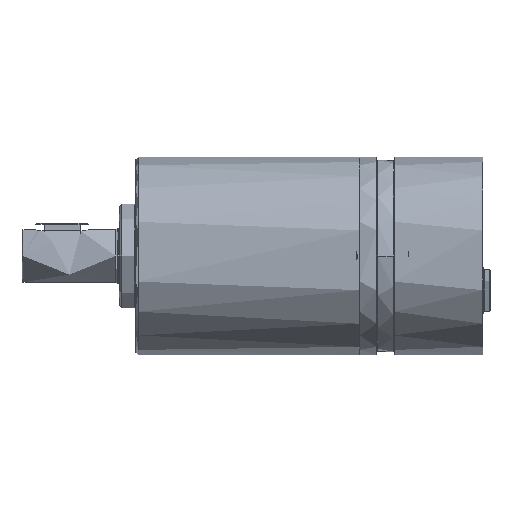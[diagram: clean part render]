
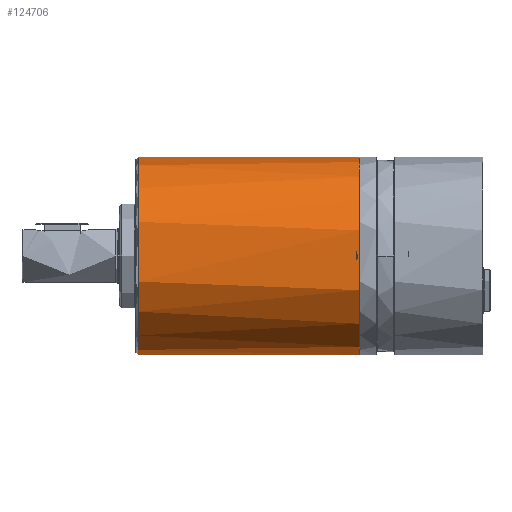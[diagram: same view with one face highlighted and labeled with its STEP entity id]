
A CAD part, left-side view. The second image highlights one B-rep face of the part: STEP entity #124706.
In plain terms, the highlighted free-form (B-spline) face has degree [2, 1] with [5, 2] control points.
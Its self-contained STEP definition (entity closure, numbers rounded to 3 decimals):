
#124630=CARTESIAN_POINT('',(0.,105.2,30.));
#124631=CARTESIAN_POINT('',(-30.,105.2,30.));
#124632=CARTESIAN_POINT('',(-30.,105.2,0.));
#124633=CARTESIAN_POINT('',(-30.,105.2,-30.));
#124634=CARTESIAN_POINT('',(0.,105.2,-30.));
#124635=CARTESIAN_POINT('',(0.,34.05,30.));
#124636=CARTESIAN_POINT('',(-30.,34.05,30.));
#124637=CARTESIAN_POINT('',(-30.,34.05,0.));
#124638=CARTESIAN_POINT('',(-30.,34.05,-30.));
#124639=CARTESIAN_POINT('',(0.,34.05,-30.));
#124647=(BOUNDED_SURFACE()B_SPLINE_SURFACE(2,1,((#124630,#124635),(#124631,#124636),(#124632,#124637),(#124633,#124638),(#124634,#124639)),.UNSPECIFIED.,.F.,.F.,.U.)B_SPLINE_SURFACE_WITH_KNOTS((3,2,3),(2,2),(0.5,0.75,1.0),(0.0,1.0),.UNSPECIFIED.)GEOMETRIC_REPRESENTATION_ITEM()RATIONAL_B_SPLINE_SURFACE(((1.0,1.0),(0.707,0.707),(1.0,1.0),(0.707,0.707),(1.0,1.0)))REPRESENTATION_ITEM('')SURFACE());
#124648=CARTESIAN_POINT('',(0.,104.4,30.));
#124649=VERTEX_POINT('',#124648);
#124650=CARTESIAN_POINT('',(0.,104.4,-30.));
#124651=VERTEX_POINT('',#124650);
#124652=CARTESIAN_POINT('',(0.,104.4,30.));
#124653=CARTESIAN_POINT('',(-30.,104.4,30.));
#124654=CARTESIAN_POINT('',(-30.,104.4,0.));
#124655=CARTESIAN_POINT('',(-30.,104.4,-30.));
#124656=CARTESIAN_POINT('',(0.,104.4,-30.));
#124664=(BOUNDED_CURVE()B_SPLINE_CURVE(2,(#124652,#124653,#124654,#124655,#124656),.UNSPECIFIED.,.F.,.U.)B_SPLINE_CURVE_WITH_KNOTS((3,2,3),(0.0,0.5,1.0),.UNSPECIFIED.)CURVE()GEOMETRIC_REPRESENTATION_ITEM()RATIONAL_B_SPLINE_CURVE((1.0,0.707,1.0,0.707,1.0))REPRESENTATION_ITEM(''));
#124665=EDGE_CURVE('',#124649,#124651,#124664,.T.);
#124666=ORIENTED_EDGE('',*,*,#124665,.T.);
#124667=CARTESIAN_POINT('',(0.,104.4,-30.));
#124668=VERTEX_POINT('',#124667);
#124669=CARTESIAN_POINT('',(0.,37.4,-30.));
#124670=VERTEX_POINT('',#124669);
#124671=CARTESIAN_POINT('',(0.,104.4,-30.));
#124672=CARTESIAN_POINT('',(0.,37.4,-30.));
#124673=B_SPLINE_CURVE_WITH_KNOTS('',1,(#124671,#124672),.POLYLINE_FORM.,.F.,.U.,(2,2),(0.0,1.0),.UNSPECIFIED.);
#124674=EDGE_CURVE('',#124668,#124670,#124673,.T.);
#124675=ORIENTED_EDGE('',*,*,#124674,.T.);
#124676=CARTESIAN_POINT('',(0.,37.4,-30.));
#124677=VERTEX_POINT('',#124676);
#124678=CARTESIAN_POINT('',(0.,37.4,30.));
#124679=VERTEX_POINT('',#124678);
#124680=CARTESIAN_POINT('',(0.,37.4,-30.));
#124681=CARTESIAN_POINT('',(-30.,37.4,-30.));
#124682=CARTESIAN_POINT('',(-30.,37.4,0.));
#124683=CARTESIAN_POINT('',(-30.,37.4,30.));
#124684=CARTESIAN_POINT('',(0.,37.4,30.));
#124692=(BOUNDED_CURVE()B_SPLINE_CURVE(2,(#124680,#124681,#124682,#124683,#124684),.UNSPECIFIED.,.F.,.U.)B_SPLINE_CURVE_WITH_KNOTS((3,2,3),(0.0,0.5,1.0),.UNSPECIFIED.)CURVE()GEOMETRIC_REPRESENTATION_ITEM()RATIONAL_B_SPLINE_CURVE((1.0,0.707,1.0,0.707,1.0))REPRESENTATION_ITEM(''));
#124693=EDGE_CURVE('',#124677,#124679,#124692,.T.);
#124694=ORIENTED_EDGE('',*,*,#124693,.T.);
#124695=CARTESIAN_POINT('',(0.,37.4,30.));
#124696=VERTEX_POINT('',#124695);
#124697=CARTESIAN_POINT('',(0.,104.4,30.));
#124698=VERTEX_POINT('',#124697);
#124699=CARTESIAN_POINT('',(0.,37.4,30.));
#124700=CARTESIAN_POINT('',(0.,104.4,30.));
#124701=B_SPLINE_CURVE_WITH_KNOTS('',1,(#124699,#124700),.POLYLINE_FORM.,.F.,.U.,(2,2),(0.0,1.0),.UNSPECIFIED.);
#124702=EDGE_CURVE('',#124696,#124698,#124701,.T.);
#124703=ORIENTED_EDGE('',*,*,#124702,.T.);
#124704=EDGE_LOOP('',(#124666,#124675,#124694,#124703));
#124705=FACE_OUTER_BOUND('',#124704,.T.);
#124706=ADVANCED_FACE('',(#124705),#124647,.T.);
